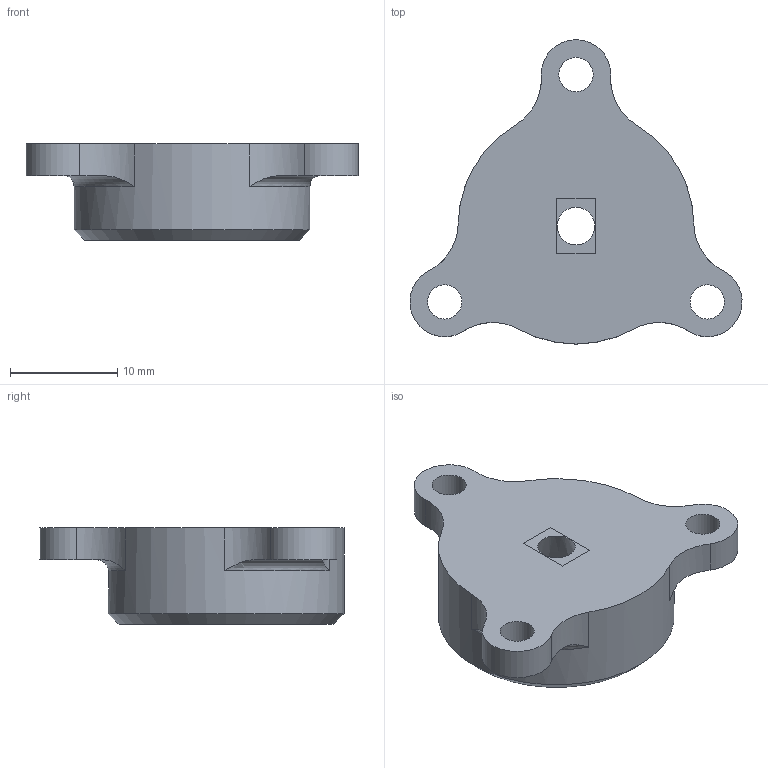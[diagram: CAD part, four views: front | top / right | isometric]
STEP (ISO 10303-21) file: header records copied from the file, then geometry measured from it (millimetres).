
FILE_DESCRIPTION(/* description */ ('FreeCAD Model','CAx-IF Rec.Pracs.---Representation and Presentation of Product Manufacturing Information (PMI)---4.0---2014-10-13'),/* implementation_level */ '2;1');
FILE_NAME(/* name */ 'Bottle_M18_v2-Mount_Cap.step',/* time_stamp */ '2024-12-31T12:15:30+01:00',/* author */ (''),/* organization */ (''),/* preprocessor_version */ 'ST-DEVELOPER v20',/* originating_system */ 'Autodesk Translation Framework v13.20.0.188',/* authorisation */ '');
FILE_SCHEMA (('AP242_MANAGED_MODEL_BASED_3D_ENGINEERING_MIM_LF { 1 0 10303 442 1 1 4 }'));
Length unit declared in the file: millimetre
Products named in the file (1): Body_Cap
Bounding box: 30.98 x 28.38 x 9 mm (x, y, z)
Volume: 2161.9 mm3; surface area: 2631.8 mm2
Topology: 1 solids, 1 shells, 46 faces, 119 edges, 78 vertices
Faces by surface type: cylinder 19, bspline 12, plane 10, torus 3, cone 2
Full cylindrical faces by diameter (mm): 3.2 x3, 10 x1, 16.4 x3, 22 x1
Entity records: 1961 total; most frequent: CARTESIAN_POINT 831, ORIENTED_EDGE 238, DIRECTION 203, EDGE_CURVE 119, AXIS2_PLACEMENT_3D 80, VERTEX_POINT 78, EDGE_LOOP 57, FACE_OUTER_BOUND 46
